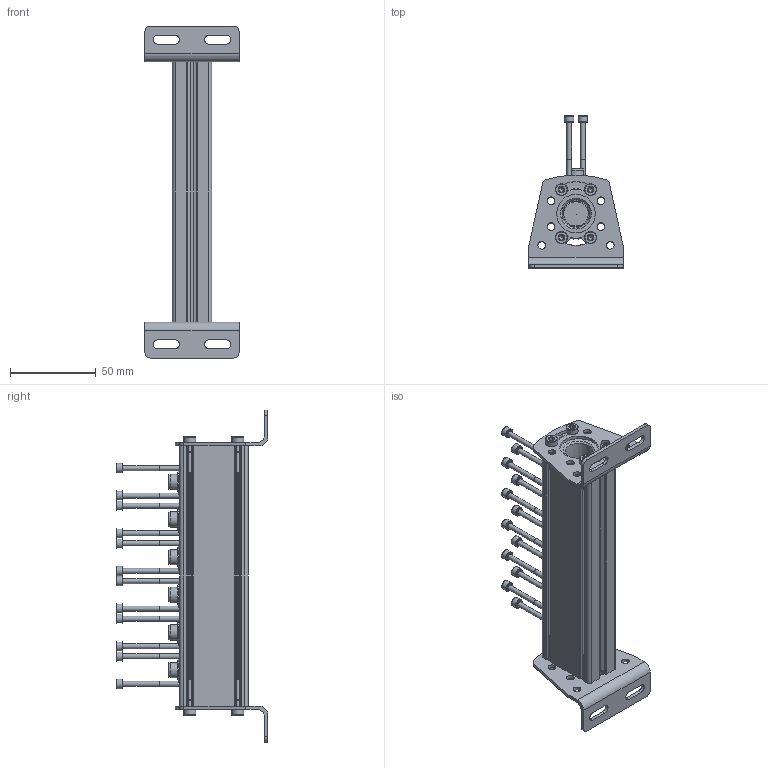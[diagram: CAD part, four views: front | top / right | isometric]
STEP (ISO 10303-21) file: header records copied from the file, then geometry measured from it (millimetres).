
FILE_DESCRIPTION(/* description */ ('STEP AP214'),/* implementation_level */ '2;1');
FILE_NAME(/* name */ '576379_VABM-B10-20-N38-6-P53',/* time_stamp */ '2024-09-15T21:22:14+02:00',/* author */ ('License CC BY-ND 4.0'),/* organization */ ('CADENAS'),/* preprocessor_version */ 'ST-DEVELOPER v19.3',/* originating_system */ 'PARTsolutions',/* authorisation */ ' ');
FILE_SCHEMA (('AUTOMOTIVE_DESIGN {1 0 10303 214 3 1 1}'));
Length unit declared in the file: millimetre
Products named in the file (7): 576379 VABM-B10-20-N38-6-P53; 576379 VABM-B10-20-N38-6-P53---(M); 1354302 VUVS-G18---(S); 2833702 F-M3x40-10.9; 174169 B-3/8-NPT---(Plug); 1457621 VAME-B10-20-A---(V); 3041592 F-M4x18/12
Assembly tree (30 placements, depth 2):
  576379 VABM-B10-20-N38-6-P53
    576379 VABM-B10-20-N38-6-P53---(M)
    1354302 VUVS-G18---(S)  x6
    2833702 F-M3x40-10.9  x12
    174169 B-3/8-NPT---(Plug)
    1457621 VAME-B10-20-A---(V)  x2
    3041592 F-M4x18/12  x8
Bounding box: 55 x 88.6 x 194 mm (x, y, z)
Volume: 115656.8 mm3; surface area: 64583.2 mm2
Topology: 30 solids, 30 shells, 985 faces, 2366 edges, 1485 vertices
Faces by surface type: plane 502, cylinder 290, cone 145, torus 48
Full cylindrical faces by diameter (mm): 2.459 x12, 2.92 x12, 3 x12, 3.242 x1, 3.45 x8, 4 x8, 4.5 x12, 5 x1, 5.5 x12, 6 x12, 7 x8, 7.938 x1, 8.9 x6, 10.8 x6, 14.3 x1, 15 x6, 22.5 x2
Entity records: 8995 total; most frequent: CARTESIAN_POINT 1635, DIRECTION 1572, ORIENTED_EDGE 1288, EDGE_CURVE 644, AXIS2_PLACEMENT_3D 623, VERTEX_POINT 478, FACE_BOUND 456, EDGE_LOOP 440
